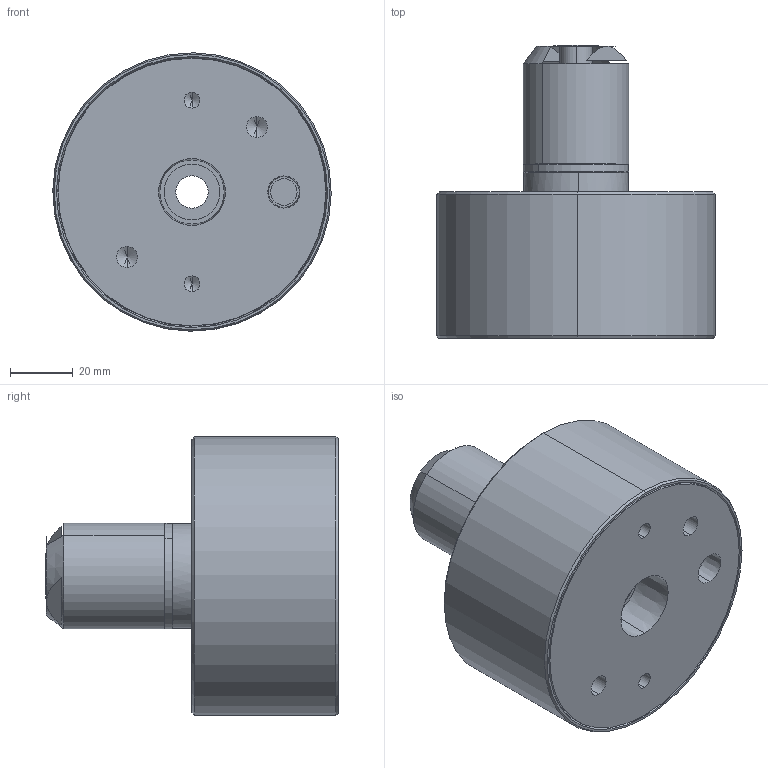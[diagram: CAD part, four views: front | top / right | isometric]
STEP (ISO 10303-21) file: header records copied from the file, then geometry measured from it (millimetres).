
FILE_DESCRIPTION (( 'STEP AP214' ), '1' );
FILE_NAME ('CTSC-001768.STEP', '2025-01-21T14:30:22', ( '' ), ( '' ), 'SwSTEP 2.0', 'SolidWorks 2023', '' );
FILE_SCHEMA (( 'AUTOMOTIVE_DESIGN' ));
Length unit declared in the file: inch
Products named in the file (1): CTSC-001768
Bounding box: 88.9 x 93.47 x 88.9 mm (x, y, z)
Volume: 314995.8 mm3; surface area: 44514.9 mm2
Topology: 1 solids, 1 shells, 74 faces, 172 edges, 102 vertices
Faces by surface type: cylinder 27, cone 23, plane 20, torus 4
Entity records: 2802 total; most frequent: CARTESIAN_POINT 393, DIRECTION 388, ORIENTED_EDGE 312, AXIS2_PLACEMENT_3D 163, EDGE_CURVE 156, VERTEX_POINT 98, EDGE_LOOP 90, CIRCLE 88
